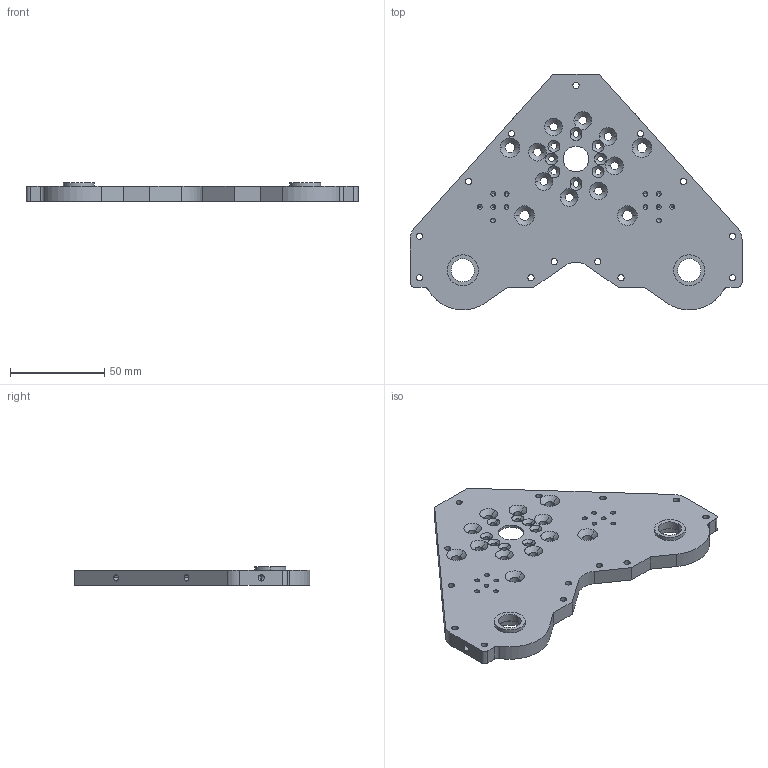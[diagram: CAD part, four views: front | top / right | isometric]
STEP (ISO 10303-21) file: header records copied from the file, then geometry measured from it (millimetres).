
FILE_DESCRIPTION (( 'STEP AP214' ), '1' );
FILE_NAME ('ALTI2-USI-003-A-PM-MOTEUR.STEP', '2021-12-22T16:05:37', ( '' ), ( '' ), 'SwSTEP 2.0', 'SolidWorks 2021', '' );
FILE_SCHEMA (( 'AUTOMOTIVE_DESIGN' ));
Length unit declared in the file: millimetre
Products named in the file (1): ALTI2-USI-003-A-PM-MOTEUR
Bounding box: 175.95 x 124.97 x 10 mm (x, y, z)
Volume: 97744.9 mm3; surface area: 36044.9 mm2
Topology: 1 solids, 1 shells, 264 faces, 674 edges, 402 vertices
Faces by surface type: cylinder 149, cone 88, plane 27
Entity records: 8396 total; most frequent: DIRECTION 1518, CARTESIAN_POINT 1343, ORIENTED_EDGE 1276, EDGE_CURVE 638, AXIS2_PLACEMENT_3D 623, VERTEX_POINT 402, EDGE_LOOP 362, CIRCLE 358
